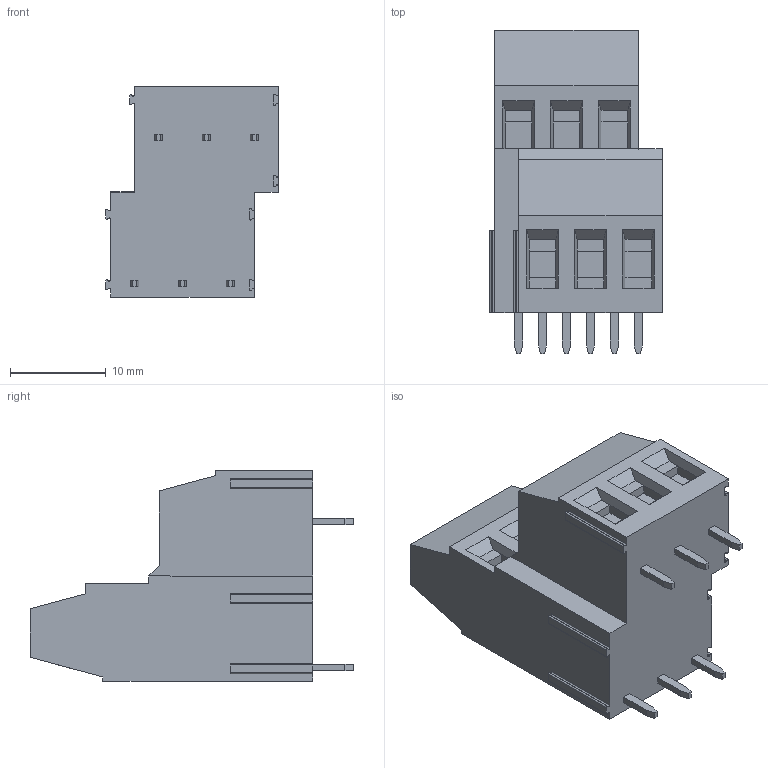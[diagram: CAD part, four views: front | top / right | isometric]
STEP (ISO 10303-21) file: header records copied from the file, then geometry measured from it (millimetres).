
FILE_DESCRIPTION(('STEP AP214'),'1');
FILE_NAME('MVD253-5-V.stp','2020-01-07T16:07:42',(' '),(' '),'Spatial InterOp 3D',' ',' ');
FILE_SCHEMA(('automotive_design'));
Length unit declared in the file: metre
Products named in the file (1): 1
Bounding box: 18.01 x 33.8 x 22 mm (x, y, z)
Volume: 6644.8 mm3; surface area: 3147.8 mm2
Topology: 1 solids, 1 shells, 247 faces, 643 edges, 422 vertices
Faces by surface type: plane 202, cylinder 44, extrusion 1
Full cylindrical faces by diameter (mm): 3.8 x6, 4 x6
Entity records: 9373 total; most frequent: CARTESIAN_POINT 1307, ORIENTED_EDGE 1250, DIRECTION 1224, EDGE_CURVE 625, VECTOR 518, LINE 517, VERTEX_POINT 416, AXIS2_PLACEMENT_3D 353
